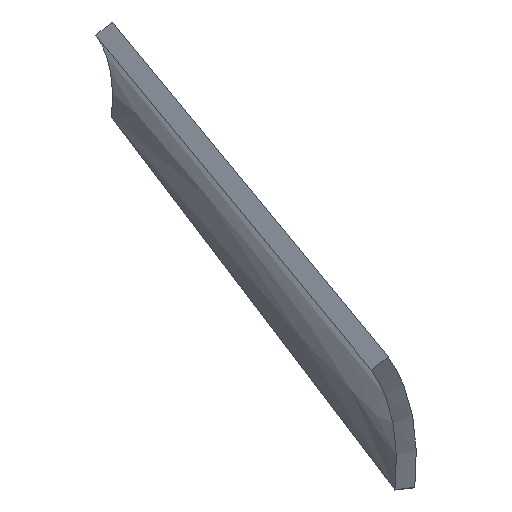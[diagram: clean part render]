
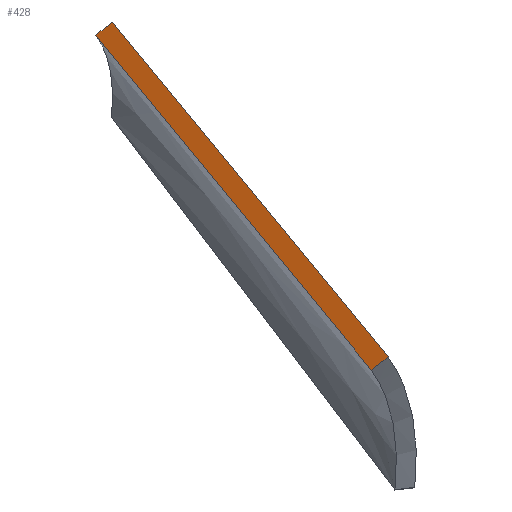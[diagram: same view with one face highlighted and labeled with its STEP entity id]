
A CAD part, isometric view. The second image highlights one B-rep face of the part: STEP entity #428.
In plain terms, the highlighted planar face has unit normal (-0.397, 0.326, 0.858).
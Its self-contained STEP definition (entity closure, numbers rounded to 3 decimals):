
#17 = CARTESIAN_POINT ( 'NONE',  ( 208.969, -672.149, 85.606 ) ) ;
#40 = VERTEX_POINT ( 'NONE', #285 ) ;
#60 = ORIENTED_EDGE ( 'NONE', *, *, #457, .T. ) ;
#93 = PLANE ( 'NONE',  #376 ) ;
#130 = CARTESIAN_POINT ( 'NONE',  ( 322.263, -448., 52.819 ) ) ;
#133 = DIRECTION ( 'NONE',  ( 0.397, -0.326, -0.858 ) ) ;
#152 = EDGE_CURVE ( 'NONE', #267, #378, #430, .T. ) ;
#154 = CARTESIAN_POINT ( 'NONE',  ( 314.079, -445.029, 47.901 ) ) ;
#162 = CARTESIAN_POINT ( 'NONE',  ( 156.414, -785.709, 104.459 ) ) ;
#165 = EDGE_CURVE ( 'NONE', #40, #267, #309, .T. ) ;
#196 = CARTESIAN_POINT ( 'NONE',  ( 314.079, -445.029, 47.901 ) ) ;
#201 = FACE_OUTER_BOUND ( 'NONE', #342, .T. ) ;
#217 = CARTESIAN_POINT ( 'NONE',  ( 261.524, -558.589, 66.754 ) ) ;
#256 = CARTESIAN_POINT ( 'NONE',  ( 316.807, -446.019, 49.541 ) ) ;
#263 = B_SPLINE_CURVE_WITH_KNOTS ( 'NONE', 3,
 ( #462, #217, #17, #278 ),
 .UNSPECIFIED., .F., .F.,
 ( 4, 4 ),
 ( 0., 1. ),
 .UNSPECIFIED. ) ;
#267 = VERTEX_POINT ( 'NONE', #419 ) ;
#272 = ORIENTED_EDGE ( 'NONE', *, *, #432, .T. ) ;
#278 = CARTESIAN_POINT ( 'NONE',  ( 156.414, -785.709, 104.459 ) ) ;
#285 = CARTESIAN_POINT ( 'NONE',  ( 322.263, -448., 52.819 ) ) ;
#298 = VERTEX_POINT ( 'NONE', #154 ) ;
#309 = B_SPLINE_CURVE_WITH_KNOTS ( 'NONE', 3,
 ( #400, #403, #406, #409 ),
 .UNSPECIFIED., .F., .F.,
 ( 4, 4 ),
 ( 0.503, 3.415 ),
 .UNSPECIFIED. ) ;
#342 = EDGE_LOOP ( 'NONE', ( #450, #417, #60, #272 ) ) ;
#348 = B_SPLINE_CURVE_WITH_KNOTS ( 'NONE', 3,
 ( #130, #353, #256, #196 ),
 .UNSPECIFIED., .F., .F.,
 ( 4, 4 ),
 ( 0., 1. ),
 .UNSPECIFIED. ) ;
#353 = CARTESIAN_POINT ( 'NONE',  ( 319.535, -447.01, 51.18 ) ) ;
#376 = AXIS2_PLACEMENT_3D ( 'NONE', #446, #133, #426 ) ;
#378 = VERTEX_POINT ( 'NONE', #162 ) ;
#381 = CARTESIAN_POINT ( 'NONE',  ( 164.598, -788.68, 109.377 ) ) ;
#395 = CARTESIAN_POINT ( 'NONE',  ( 156.414, -785.709, 104.459 ) ) ;
#400 = CARTESIAN_POINT ( 'NONE',  ( 322.263, -448., 52.819 ) ) ;
#403 = CARTESIAN_POINT ( 'NONE',  ( 269.708, -561.56, 71.672 ) ) ;
#406 = CARTESIAN_POINT ( 'NONE',  ( 217.153, -675.12, 90.525 ) ) ;
#409 = CARTESIAN_POINT ( 'NONE',  ( 164.598, -788.68, 109.377 ) ) ;
#417 = ORIENTED_EDGE ( 'NONE', *, *, #165, .F. ) ;
#419 = CARTESIAN_POINT ( 'NONE',  ( 164.598, -788.68, 109.377 ) ) ;
#426 = DIRECTION ( 'NONE',  ( 0., -0.935, 0.355 ) ) ;
#428 = ADVANCED_FACE ( 'NONE', ( #201 ), #93, .F. ) ;
#430 = B_SPLINE_CURVE_WITH_KNOTS ( 'NONE', 1,
 ( #381, #395 ),
 .UNSPECIFIED., .F., .F.,
 ( 2, 2 ),
 ( 0., 1. ),
 .UNSPECIFIED. ) ;
#432 = EDGE_CURVE ( 'NONE', #298, #378, #263, .T. ) ;
#446 = CARTESIAN_POINT ( 'NONE',  ( 314.079, -445.029, 47.901 ) ) ;
#450 = ORIENTED_EDGE ( 'NONE', *, *, #152, .F. ) ;
#457 = EDGE_CURVE ( 'NONE', #40, #298, #348, .T. ) ;
#462 = CARTESIAN_POINT ( 'NONE',  ( 314.079, -445.029, 47.901 ) ) ;
